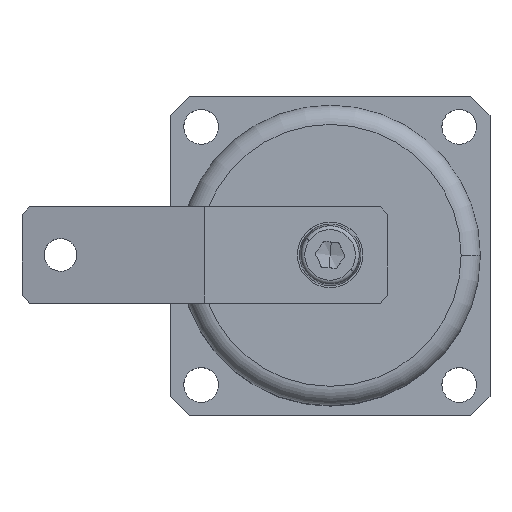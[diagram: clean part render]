
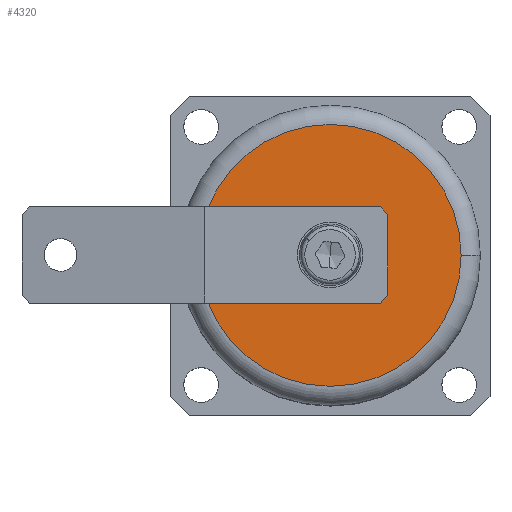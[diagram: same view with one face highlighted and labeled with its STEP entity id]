
A CAD part, top view. The second image highlights one B-rep face of the part: STEP entity #4320.
In plain terms, the highlighted planar face has unit normal (0, 0, 1).
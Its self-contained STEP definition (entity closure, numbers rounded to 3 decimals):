
#554 = AXIS2_PLACEMENT_3D ( 'NONE', #4844, #4843, #4842 ) ;
#562 = AXIS2_PLACEMENT_3D ( 'NONE', #5011, #5010, #5009 ) ;
#563 = AXIS2_PLACEMENT_3D ( 'NONE', #2904, #2903, #2902 ) ;
#565 = AXIS2_PLACEMENT_3D ( 'NONE', #2913, #2912, #2911 ) ;
#794 = VERTEX_POINT ( 'NONE', #3589 ) ;
#818 = VERTEX_POINT ( 'NONE', #3570 ) ;
#823 = VERTEX_POINT ( 'NONE', #3565 ) ;
#2243 = CARTESIAN_POINT ( 'NONE',  ( 0., 0., 107. ) ) ;
#2435 = DIRECTION ( 'NONE',  ( 1., 0., 0. ) ) ;
#2436 = DIRECTION ( 'NONE',  ( 0., 0., 1. ) ) ;
#2441 = PLANE ( 'NONE',  #3285 ) ;
#2486 = EDGE_LOOP ( 'NONE', ( #5054, #5036 ) ) ;
#2538 = EDGE_LOOP ( 'NONE', ( #5056, #5055 ) ) ;
#2841 = FACE_OUTER_BOUND ( 'NONE', #2486, .T. ) ;
#2844 = FACE_BOUND ( 'NONE', #2538, .T. ) ;
#2902 = DIRECTION ( 'NONE',  ( 1., 0., 0. ) ) ;
#2903 = DIRECTION ( 'NONE',  ( 0., 0., 1. ) ) ;
#2904 = CARTESIAN_POINT ( 'NONE',  ( 0., 0., 107. ) ) ;
#2911 = DIRECTION ( 'NONE',  ( 1., 0., 0. ) ) ;
#2912 = DIRECTION ( 'NONE',  ( 0., 0., 1. ) ) ;
#2913 = CARTESIAN_POINT ( 'NONE',  ( 0., 0., 107. ) ) ;
#3167 = VERTEX_POINT ( 'NONE', #3401 ) ;
#3285 = AXIS2_PLACEMENT_3D ( 'NONE', #2243, #2436, #2435 ) ;
#3401 = CARTESIAN_POINT ( 'NONE',  ( -10., 0., 107. ) ) ;
#3565 = CARTESIAN_POINT ( 'NONE',  ( 34., 0., 107. ) ) ;
#3570 = CARTESIAN_POINT ( 'NONE',  ( -34., 0., 107. ) ) ;
#3589 = CARTESIAN_POINT ( 'NONE',  ( 10., 0., 107. ) ) ;
#3651 = CIRCLE ( 'NONE', #554, 10. ) ;
#4169 = CIRCLE ( 'NONE', #562, 34. ) ;
#4320 = ADVANCED_FACE ( 'NONE', ( #2844, #2841 ), #2441, .T. ) ;
#4517 = EDGE_CURVE ( 'NONE', #823, #818, #4169, .T. ) ;
#4621 = EDGE_CURVE ( 'NONE', #818, #823, #5477, .T. ) ;
#4625 = EDGE_CURVE ( 'NONE', #794, #3167, #5470, .T. ) ;
#4756 = EDGE_CURVE ( 'NONE', #3167, #794, #3651, .T. ) ;
#4842 = DIRECTION ( 'NONE',  ( 1., 0., 0. ) ) ;
#4843 = DIRECTION ( 'NONE',  ( 0., 0., 1. ) ) ;
#4844 = CARTESIAN_POINT ( 'NONE',  ( 0., 0., 107. ) ) ;
#5009 = DIRECTION ( 'NONE',  ( 1., 0., 0. ) ) ;
#5010 = DIRECTION ( 'NONE',  ( 0., 0., 1. ) ) ;
#5011 = CARTESIAN_POINT ( 'NONE',  ( 0., 0., 107. ) ) ;
#5036 = ORIENTED_EDGE ( 'NONE', *, *, #4621, .T. ) ;
#5054 = ORIENTED_EDGE ( 'NONE', *, *, #4517, .T. ) ;
#5055 = ORIENTED_EDGE ( 'NONE', *, *, #4756, .F. ) ;
#5056 = ORIENTED_EDGE ( 'NONE', *, *, #4625, .F. ) ;
#5470 = CIRCLE ( 'NONE', #563, 10. ) ;
#5477 = CIRCLE ( 'NONE', #565, 34. ) ;
